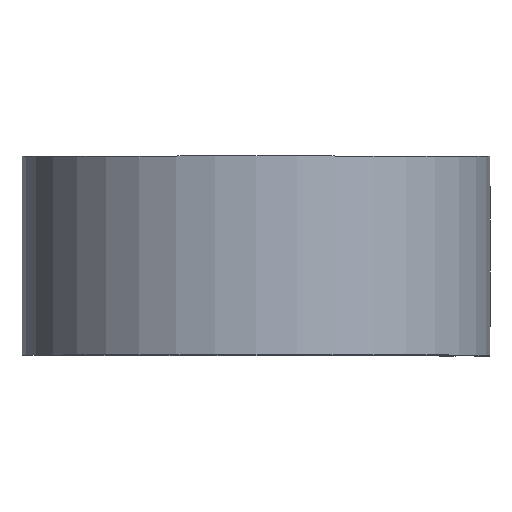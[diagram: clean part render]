
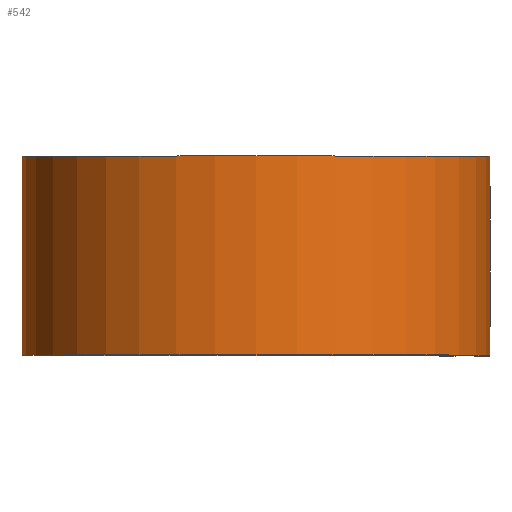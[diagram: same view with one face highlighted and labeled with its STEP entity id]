
A CAD part, top view. The second image highlights one B-rep face of the part: STEP entity #542.
In plain terms, the highlighted cylindrical face has radius 18.682 mm (diameter 37.363 mm), a partial arc.
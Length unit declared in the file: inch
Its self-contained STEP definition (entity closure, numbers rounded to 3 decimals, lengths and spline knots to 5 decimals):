
#1 = AXIS2_PLACEMENT_3D ( 'NONE', #434, #84, #95 ) ;
#9 = CIRCLE ( 'NONE', #566, 0.7355 ) ;
#38 = CARTESIAN_POINT ( 'NONE',  ( 0., 0.3125, -0.7355 ) ) ;
#54 = EDGE_CURVE ( 'NONE', #419, #556, #626, .T. ) ;
#84 = DIRECTION ( 'NONE',  ( 0., 1., 0. ) ) ;
#90 = ORIENTED_EDGE ( 'NONE', *, *, #634, .F. ) ;
#95 = DIRECTION ( 'NONE',  ( 1., 0., 0. ) ) ;
#107 = EDGE_LOOP ( 'NONE', ( #727, #90, #191, #382 ) ) ;
#148 = EDGE_CURVE ( 'NONE', #487, #419, #244, .T. ) ;
#171 = LINE ( 'NONE', #597, #569 ) ;
#191 = ORIENTED_EDGE ( 'NONE', *, *, #287, .F. ) ;
#234 = DIRECTION ( 'NONE',  ( 0., 0., -1. ) ) ;
#237 = CARTESIAN_POINT ( 'NONE',  ( 0., 0.3125, 0. ) ) ;
#244 = LINE ( 'NONE', #445, #455 ) ;
#256 = CARTESIAN_POINT ( 'NONE',  ( 0.7355, 0.3125, 0. ) ) ;
#264 = FACE_OUTER_BOUND ( 'NONE', #107, .T. ) ;
#287 = EDGE_CURVE ( 'NONE', #487, #443, #9, .T. ) ;
#321 = DIRECTION ( 'NONE',  ( 0., -1., 0. ) ) ;
#341 = CYLINDRICAL_SURFACE ( 'NONE', #457, 0.7355 ) ;
#353 = DIRECTION ( 'NONE',  ( 0., -1., 0. ) ) ;
#382 = ORIENTED_EDGE ( 'NONE', *, *, #148, .T. ) ;
#389 = DIRECTION ( 'NONE',  ( 1., 0., 0. ) ) ;
#404 = CARTESIAN_POINT ( 'NONE',  ( 0., -0.3125, -0.7355 ) ) ;
#419 = VERTEX_POINT ( 'NONE', #404 ) ;
#420 = DIRECTION ( 'NONE',  ( 0., -1., 0. ) ) ;
#434 = CARTESIAN_POINT ( 'NONE',  ( 0., -0.3125, 0. ) ) ;
#443 = VERTEX_POINT ( 'NONE', #256 ) ;
#445 = CARTESIAN_POINT ( 'NONE',  ( 0., 0.3125, -0.7355 ) ) ;
#447 = DIRECTION ( 'NONE',  ( 0., 1., 0. ) ) ;
#449 = CARTESIAN_POINT ( 'NONE',  ( 0., 0.3125, 0. ) ) ;
#455 = VECTOR ( 'NONE', #353, 39.37008 ) ;
#457 = AXIS2_PLACEMENT_3D ( 'NONE', #237, #321, #234 ) ;
#487 = VERTEX_POINT ( 'NONE', #38 ) ;
#542 = ADVANCED_FACE ( 'NONE', ( #264 ), #341, .T. ) ;
#556 = VERTEX_POINT ( 'NONE', #576 ) ;
#566 = AXIS2_PLACEMENT_3D ( 'NONE', #449, #447, #389 ) ;
#569 = VECTOR ( 'NONE', #420, 39.37008 ) ;
#576 = CARTESIAN_POINT ( 'NONE',  ( 0.7355, -0.3125, 0. ) ) ;
#597 = CARTESIAN_POINT ( 'NONE',  ( 0.7355, 0.3125, 0. ) ) ;
#626 = CIRCLE ( 'NONE', #1, 0.7355 ) ;
#634 = EDGE_CURVE ( 'NONE', #443, #556, #171, .T. ) ;
#727 = ORIENTED_EDGE ( 'NONE', *, *, #54, .T. ) ;
